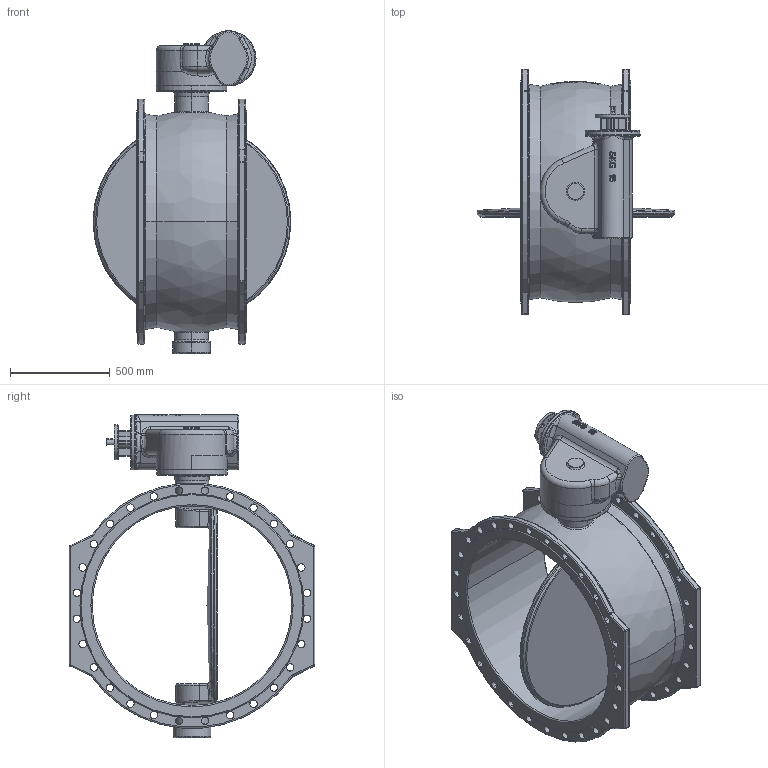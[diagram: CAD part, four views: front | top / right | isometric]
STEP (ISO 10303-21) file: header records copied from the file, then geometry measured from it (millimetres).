
FILE_DESCRIPTION((''),'2;1');
FILE_NAME('0D400106_ASM','2014-12-12T',('aspaegele'),(''),'PRO/ENGINEER BY PARAMETRIC TECHNOLOGY CORPORATION, 2010040','PRO/ENGINEER BY PARAMETRIC TECHNOLOGY CORPORATION, 2010040','');
FILE_SCHEMA(('AUTOMOTIVE_DESIGN_CC2 { 1 2 10303 214 -1 1 5 2 }'));
Length unit declared in the file: millimetre
Products named in the file (5): F0D231108; M0D231108; NET_SKG_16; NET_ANTRFLANSCH_SKG_16_F14_F_HR; 0D400106_ASM
Assembly tree (4 placements, depth 2):
  0D400106_ASM
    F0D231108
    M0D231108
    NET_SKG_16
    NET_ANTRFLANSCH_SKG_16_F14_F_HR
Bounding box: 990 x 1230 x 1618 mm (x, y, z)
Volume: 184415522.1 mm3; surface area: 8298986.6 mm2
Topology: 4 solids, 4 shells, 1123 faces, 2954 edges, 1876 vertices
Faces by surface type: plane 639, cylinder 284, torus 106, bspline 48, sphere 34, cone 12
Entity records: 47734 total; most frequent: CARTESIAN_POINT 10220, ORIENTED_EDGE 5904, DIRECTION 5478, EDGE_CURVE 2952, PRESENTATION_STYLE_ASSIGNMENT 2938, STYLED_ITEM 2896, CURVE_STYLE 2846, AXIS2_PLACEMENT_3D 1970
